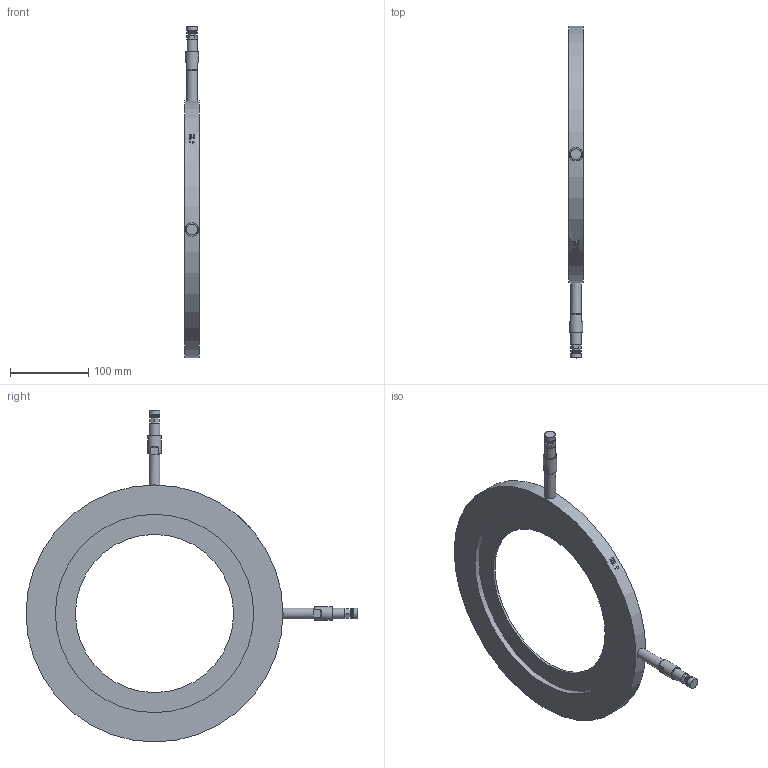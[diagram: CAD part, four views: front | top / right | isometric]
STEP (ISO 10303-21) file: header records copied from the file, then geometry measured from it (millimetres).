
FILE_DESCRIPTION( ( 'Unknown' ), '1' );
FILE_NAME( '52176994.stp', 'Unknown', ( 'Unknown' ), ( 'Unknown' ), 'XStep 1.0', 'Unknown', ' ' );
FILE_SCHEMA( ( 'CONFIG_CONTROL_DESIGN' ) );
Length unit declared in the file: millimetre
Products named in the file (1): 1
Bounding box: 18 x 425 x 425 mm (x, y, z)
Volume: 710317 mm3; surface area: 147361.1 mm2
Topology: 1 solids, 1 shells, 99 faces, 238 edges, 155 vertices
Faces by surface type: plane 72, cylinder 21, cone 6
Full cylindrical faces by diameter (mm): 8 x2, 12 x2, 13.5 x2, 13.7 x2, 13.8 x2, 14 x2, 17 x2, 202.59 x1, 254 x2, 329 x1
Entity records: 3028 total; most frequent: CARTESIAN_POINT 704, DIRECTION 506, ORIENTED_EDGE 424, EDGE_CURVE 212, AXIS2_PLACEMENT_3D 204, VERTEX_POINT 150, EDGE_LOOP 136, FACE_OUTER_BOUND 117
